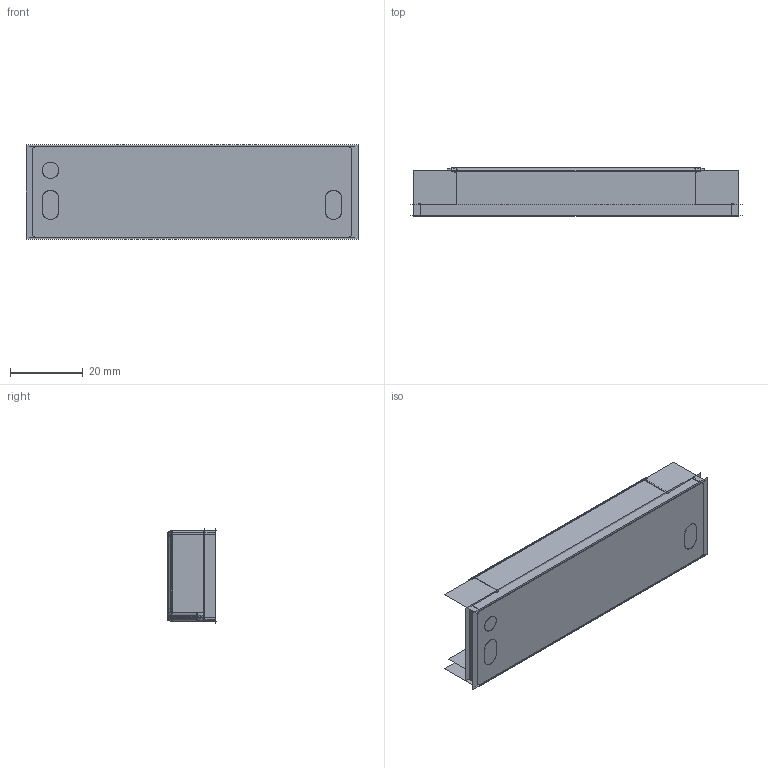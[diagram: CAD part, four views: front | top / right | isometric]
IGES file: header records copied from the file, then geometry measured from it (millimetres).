
Start section:  PTC IGES file: 188754.igs
Global section: file name: 188754.igs; native system: Creo Parametric by Parametric Technology Corporation; preprocessor: 2013230; author: pdmadmin; organization: Unknown; date: 20160201.113324; units: millimetre
Bounding box: 91.52 x 13.24 x 26 mm (x, y, z)
Volume: 23610.8 mm3; surface area: 33348.5 mm2
Topology: 1 solids, 1 shells, 104 faces, 536 edges, 684 vertices
Faces by surface type: revolution 68, bspline 36
